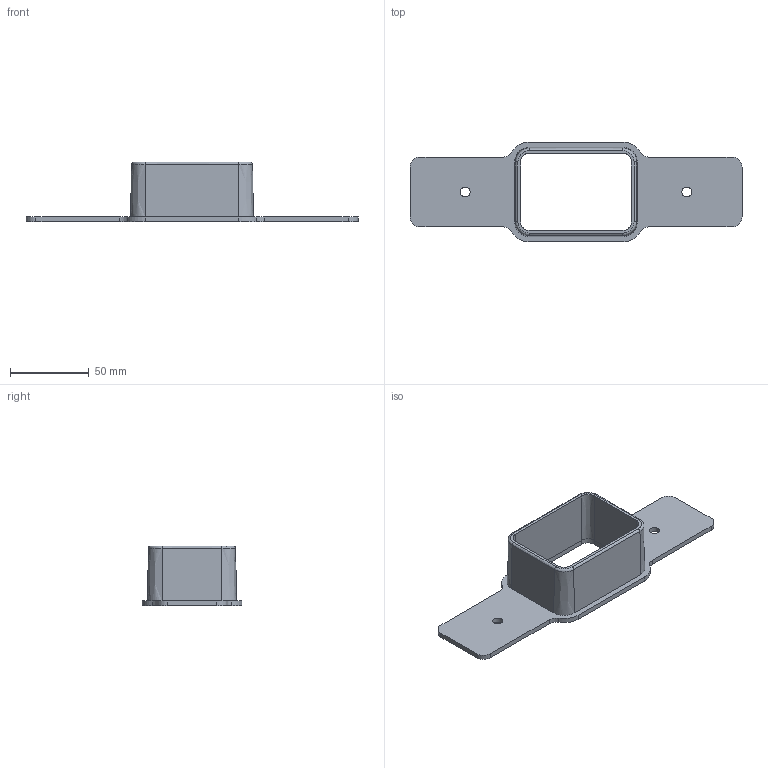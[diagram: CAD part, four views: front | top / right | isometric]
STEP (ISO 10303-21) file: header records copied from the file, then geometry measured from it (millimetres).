
FILE_DESCRIPTION(('', 'CAx-IF Rec.Pracs.---Representation and Presentation of Product Manufacturing Information (PMI)---4.0---2014-10-13'),'2;1');
FILE_NAME('SGN1554.STP', '2021-05-12T15:38:46',(''), (''), 'Kubotek Kosmos Version 3.0.7268.7268', 'KeyCreator Pro', '');
FILE_SCHEMA(('AP242_MANAGED_MODEL_BASED_3D_ENGINEERING_MIM_LF { 1 0 10303 442 1 1 4 }'));
Length unit declared in the file: inch
Bounding box: 211.12 x 63.5 x 38.1 mm (x, y, z)
Volume: 49550.6 mm3; surface area: 33620.2 mm2
Topology: 1 solids, 1 shells, 57 faces, 150 edges, 96 vertices
Faces by surface type: plane 23, cylinder 18, bspline 16
Full cylindrical faces by diameter (mm): 6.35 x2
Entity records: 2442 total; most frequent: CARTESIAN_POINT 1115, ORIENTED_EDGE 300, DIRECTION 222, EDGE_CURVE 150, VERTEX_POINT 96, AXIS2_PLACEMENT_3D 83, EDGE_LOOP 64, FACE_OUTER_BOUND 57
